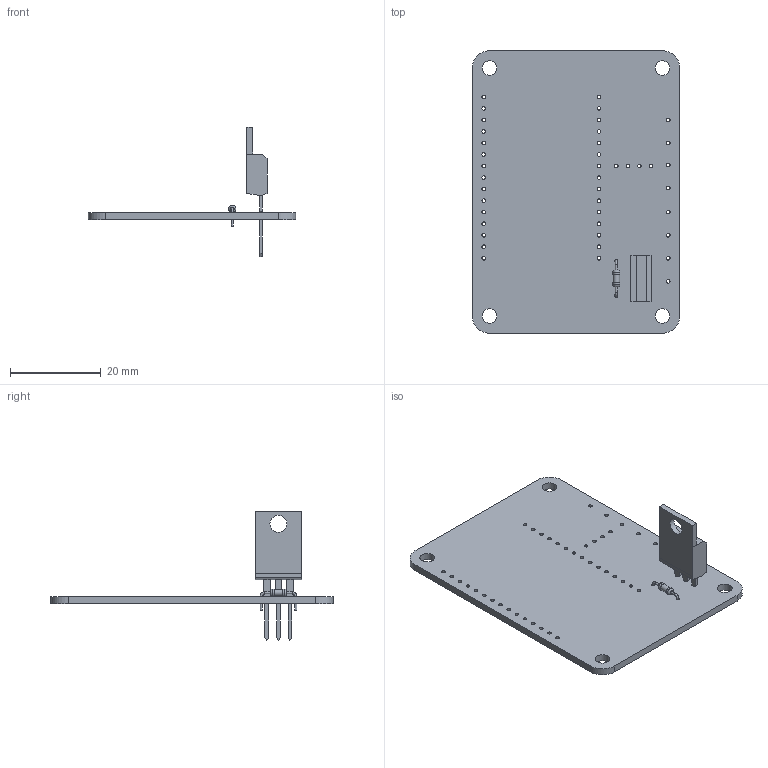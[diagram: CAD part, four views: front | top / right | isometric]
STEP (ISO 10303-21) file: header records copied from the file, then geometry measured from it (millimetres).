
FILE_DESCRIPTION(('KiCad electronic assembly'),'2;1');
FILE_NAME('microbit-enviromonitor-board.step','2020-07-16T21:05:24',( 'An Author'),('A Company'),'Open CASCADE STEP processor 7.4', 'KiCad to STEP converter','Unknown');
FILE_SCHEMA(('AUTOMOTIVE_DESIGN { 1 0 10303 214 1 1 1 1 }'));
Length unit declared in the file: millimetre
Products named in the file (6): Open CASCADE STEP translator 7.4 1; R_Axial_DIN0204_L3.6mm_D1.6mm_P7.62mm_Horizontal; SOLID; TO-220-3_Vertical; COMPOUND
Assembly tree (5 placements, depth 3):
  Open CASCADE STEP translator 7.4 1
    R_Axial_DIN0204_L3.6mm_D1.6mm_P7.62mm_Horizontal
      SOLID
    TO-220-3_Vertical
      SOLID
    COMPOUND
Bounding box: 45.72 x 62.23 x 28.52 mm (x, y, z)
Volume: 4936.4 mm3; surface area: 6775.2 mm2
Topology: 3 solids, 3 shells, 126 faces, 342 edges, 226 vertices
Faces by surface type: cylinder 63, plane 59, torus 4
Full cylindrical faces by diameter (mm): 0.5 x4, 0.7 x2, 0.8 x42, 1.1 x3, 1.44 x1, 1.6 x2, 3.2 x4, 3.735 x1
Entity records: 9266 total; most frequent: CARTESIAN_POINT 1438, DIRECTION 1413, LINE 772, VECTOR 772, ORIENTED_EDGE 684, PCURVE 684, DEFINITIONAL_REPRESENTATION 684, EDGE_CURVE 342
